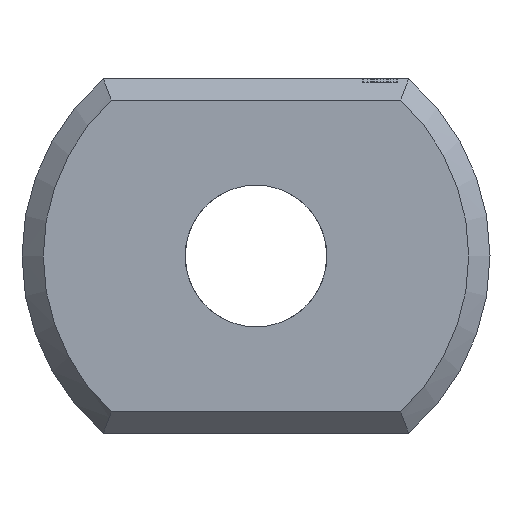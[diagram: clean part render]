
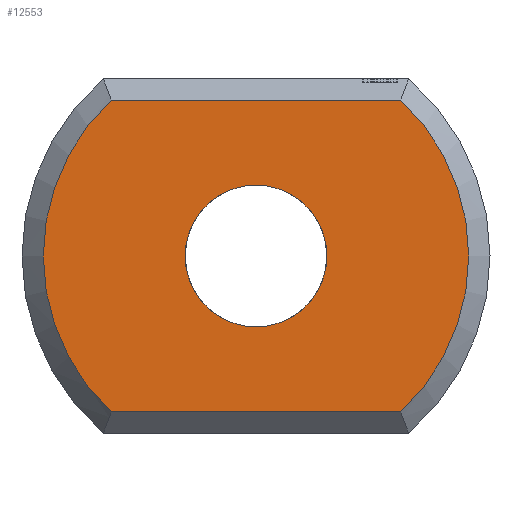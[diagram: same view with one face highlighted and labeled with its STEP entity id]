
A CAD part, left-side view. The second image highlights one B-rep face of the part: STEP entity #12553.
In plain terms, the highlighted planar face has unit normal (-1, 0, 0).
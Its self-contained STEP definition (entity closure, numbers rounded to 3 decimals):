
#298 = PLANE('',#299);
#299 = AXIS2_PLACEMENT_3D('',#300,#301,#302);
#300 = CARTESIAN_POINT('',(0.15,-2.154,-2.35));
#301 = DIRECTION('',(-0.707,0.,-0.707));
#302 = DIRECTION('',(0.,-1.,0.));
#725 = CONICAL_SURFACE('',#726,3.3,0.785);
#726 = AXIS2_PLACEMENT_3D('',#727,#728,#729);
#727 = CARTESIAN_POINT('',(0.3,0.,0.));
#728 = DIRECTION('',(1.,0.,0.));
#729 = DIRECTION('',(0.,0.653,-0.758));
#872 = CONICAL_SURFACE('',#873,3.3,0.785);
#873 = AXIS2_PLACEMENT_3D('',#874,#875,#876);
#874 = CARTESIAN_POINT('',(0.3,0.,0.));
#875 = DIRECTION('',(1.,0.,0.));
#876 = DIRECTION('',(0.,-0.653,0.758));
#909 = VERTEX_POINT('',#910);
#910 = CARTESIAN_POINT('',(0.,-2.04,-2.2));
#937 = VERTEX_POINT('',#938);
#938 = CARTESIAN_POINT('',(0.,2.04,-2.2));
#963 = EDGE_CURVE('',#909,#937,#964,.T.);
#964 = SURFACE_CURVE('',#965,(#969,#976),.PCURVE_S1.);
#965 = LINE('',#966,#967);
#966 = CARTESIAN_POINT('',(0.,-2.154,-2.2));
#967 = VECTOR('',#968,1.);
#968 = DIRECTION('',(0.,1.,0.));
#969 = PCURVE('',#298,#970);
#970 = DEFINITIONAL_REPRESENTATION('',(#971),#975);
#971 = LINE('',#972,#973);
#972 = CARTESIAN_POINT('',(0.,0.212));
#973 = VECTOR('',#974,1.);
#974 = DIRECTION('',(-1.,0.));
#975 = ( GEOMETRIC_REPRESENTATION_CONTEXT(2) 
PARAMETRIC_REPRESENTATION_CONTEXT() REPRESENTATION_CONTEXT('2D SPACE',''
  ) );
#976 = PCURVE('',#977,#982);
#977 = PLANE('',#978);
#978 = AXIS2_PLACEMENT_3D('',#979,#980,#981);
#979 = CARTESIAN_POINT('',(0.,0.,
    0.));
#980 = DIRECTION('',(1.,0.,0.));
#981 = DIRECTION('',(0.,0.,1.));
#982 = DEFINITIONAL_REPRESENTATION('',(#983),#987);
#983 = LINE('',#984,#985);
#984 = CARTESIAN_POINT('',(-2.2,2.154));
#985 = VECTOR('',#986,1.);
#986 = DIRECTION('',(0.,-1.));
#987 = ( GEOMETRIC_REPRESENTATION_CONTEXT(2) 
PARAMETRIC_REPRESENTATION_CONTEXT() REPRESENTATION_CONTEXT('2D SPACE',''
  ) );
#1763 = PLANE('',#1764);
#1764 = AXIS2_PLACEMENT_3D('',#1765,#1766,#1767);
#1765 = CARTESIAN_POINT('',(0.15,-2.154,2.35));
#1766 = DIRECTION('',(0.707,0.,-0.707
    ));
#1767 = DIRECTION('',(0.,-1.,0.));
#12340 = VERTEX_POINT('',#12341);
#12341 = CARTESIAN_POINT('',(0.,2.04,2.2));
#12366 = EDGE_CURVE('',#937,#12340,#12367,.T.);
#12367 = SURFACE_CURVE('',#12368,(#12373,#12380),.PCURVE_S1.);
#12368 = CIRCLE('',#12369,3.);
#12369 = AXIS2_PLACEMENT_3D('',#12370,#12371,#12372);
#12370 = CARTESIAN_POINT('',(0.,0.,
    0.));
#12371 = DIRECTION('',(1.,0.,0.));
#12372 = DIRECTION('',(0.,0.653,-0.758)
  );
#12373 = PCURVE('',#725,#12374);
#12374 = DEFINITIONAL_REPRESENTATION('',(#12375),#12379);
#12375 = LINE('',#12376,#12377);
#12376 = CARTESIAN_POINT('',(0.,-0.3));
#12377 = VECTOR('',#12378,1.);
#12378 = DIRECTION('',(1.,-0.));
#12379 = ( GEOMETRIC_REPRESENTATION_CONTEXT(2) 
PARAMETRIC_REPRESENTATION_CONTEXT() REPRESENTATION_CONTEXT('2D SPACE',''
  ) );
#12380 = PCURVE('',#977,#12381);
#12381 = DEFINITIONAL_REPRESENTATION('',(#12382),#12386);
#12382 = CIRCLE('',#12383,3.);
#12383 = AXIS2_PLACEMENT_2D('',#12384,#12385);
#12384 = CARTESIAN_POINT('',(0.,0.));
#12385 = DIRECTION('',(-0.758,-0.653));
#12386 = ( GEOMETRIC_REPRESENTATION_CONTEXT(2) 
PARAMETRIC_REPRESENTATION_CONTEXT() REPRESENTATION_CONTEXT('2D SPACE',''
  ) );
#12504 = VERTEX_POINT('',#12505);
#12505 = CARTESIAN_POINT('',(0.,-2.04,2.2));
#12532 = EDGE_CURVE('',#12504,#909,#12533,.T.);
#12533 = SURFACE_CURVE('',#12534,(#12539,#12546),.PCURVE_S1.);
#12534 = CIRCLE('',#12535,3.);
#12535 = AXIS2_PLACEMENT_3D('',#12536,#12537,#12538);
#12536 = CARTESIAN_POINT('',(0.,0.,
    0.));
#12537 = DIRECTION('',(1.,0.,0.));
#12538 = DIRECTION('',(0.,-0.653,0.758)
  );
#12539 = PCURVE('',#872,#12540);
#12540 = DEFINITIONAL_REPRESENTATION('',(#12541),#12545);
#12541 = LINE('',#12542,#12543);
#12542 = CARTESIAN_POINT('',(0.,-0.3));
#12543 = VECTOR('',#12544,1.);
#12544 = DIRECTION('',(1.,-0.));
#12545 = ( GEOMETRIC_REPRESENTATION_CONTEXT(2) 
PARAMETRIC_REPRESENTATION_CONTEXT() REPRESENTATION_CONTEXT('2D SPACE',''
  ) );
#12546 = PCURVE('',#977,#12547);
#12547 = DEFINITIONAL_REPRESENTATION('',(#12548),#12552);
#12548 = CIRCLE('',#12549,3.);
#12549 = AXIS2_PLACEMENT_2D('',#12550,#12551);
#12550 = CARTESIAN_POINT('',(0.,0.));
#12551 = DIRECTION('',(0.758,0.653));
#12552 = ( GEOMETRIC_REPRESENTATION_CONTEXT(2) 
PARAMETRIC_REPRESENTATION_CONTEXT() REPRESENTATION_CONTEXT('2D SPACE',''
  ) );
#12553 = ADVANCED_FACE('',(#12554,#12580),#977,.F.);
#12554 = FACE_BOUND('',#12555,.F.);
#12555 = EDGE_LOOP('',(#12556,#12557,#12578,#12579));
#12556 = ORIENTED_EDGE('',*,*,#12366,.T.);
#12557 = ORIENTED_EDGE('',*,*,#12558,.F.);
#12558 = EDGE_CURVE('',#12504,#12340,#12559,.T.);
#12559 = SURFACE_CURVE('',#12560,(#12564,#12571),.PCURVE_S1.);
#12560 = LINE('',#12561,#12562);
#12561 = CARTESIAN_POINT('',(0.,-2.154,2.2));
#12562 = VECTOR('',#12563,1.);
#12563 = DIRECTION('',(0.,1.,0.));
#12564 = PCURVE('',#977,#12565);
#12565 = DEFINITIONAL_REPRESENTATION('',(#12566),#12570);
#12566 = LINE('',#12567,#12568);
#12567 = CARTESIAN_POINT('',(2.2,2.154));
#12568 = VECTOR('',#12569,1.);
#12569 = DIRECTION('',(0.,-1.));
#12570 = ( GEOMETRIC_REPRESENTATION_CONTEXT(2) 
PARAMETRIC_REPRESENTATION_CONTEXT() REPRESENTATION_CONTEXT('2D SPACE',''
  ) );
#12571 = PCURVE('',#1763,#12572);
#12572 = DEFINITIONAL_REPRESENTATION('',(#12573),#12577);
#12573 = LINE('',#12574,#12575);
#12574 = CARTESIAN_POINT('',(0.,0.212));
#12575 = VECTOR('',#12576,1.);
#12576 = DIRECTION('',(-1.,0.));
#12577 = ( GEOMETRIC_REPRESENTATION_CONTEXT(2) 
PARAMETRIC_REPRESENTATION_CONTEXT() REPRESENTATION_CONTEXT('2D SPACE',''
  ) );
#12578 = ORIENTED_EDGE('',*,*,#12532,.T.);
#12579 = ORIENTED_EDGE('',*,*,#963,.T.);
#12580 = FACE_BOUND('',#12581,.T.);
#12581 = EDGE_LOOP('',(#12582));
#12582 = ORIENTED_EDGE('',*,*,#12583,.T.);
#12583 = EDGE_CURVE('',#12584,#12584,#12586,.T.);
#12584 = VERTEX_POINT('',#12585);
#12585 = CARTESIAN_POINT('',(0.,1.,0.));
#12586 = SURFACE_CURVE('',#12587,(#12592,#12599),.PCURVE_S1.);
#12587 = CIRCLE('',#12588,1.);
#12588 = AXIS2_PLACEMENT_3D('',#12589,#12590,#12591);
#12589 = CARTESIAN_POINT('',(0.,0.,0.));
#12590 = DIRECTION('',(1.,0.,0.));
#12591 = DIRECTION('',(0.,1.,0.));
#12592 = PCURVE('',#977,#12593);
#12593 = DEFINITIONAL_REPRESENTATION('',(#12594),#12598);
#12594 = CIRCLE('',#12595,1.);
#12595 = AXIS2_PLACEMENT_2D('',#12596,#12597);
#12596 = CARTESIAN_POINT('',(0.,0.));
#12597 = DIRECTION('',(0.,-1.));
#12598 = ( GEOMETRIC_REPRESENTATION_CONTEXT(2) 
PARAMETRIC_REPRESENTATION_CONTEXT() REPRESENTATION_CONTEXT('2D SPACE',''
  ) );
#12599 = PCURVE('',#12600,#12605);
#12600 = CYLINDRICAL_SURFACE('',#12601,1.);
#12601 = AXIS2_PLACEMENT_3D('',#12602,#12603,#12604);
#12602 = CARTESIAN_POINT('',(0.,0.,0.));
#12603 = DIRECTION('',(-1.,0.,0.));
#12604 = DIRECTION('',(0.,1.,0.));
#12605 = DEFINITIONAL_REPRESENTATION('',(#12606),#12610);
#12606 = LINE('',#12607,#12608);
#12607 = CARTESIAN_POINT('',(-0.,0.));
#12608 = VECTOR('',#12609,1.);
#12609 = DIRECTION('',(-1.,0.));
#12610 = ( GEOMETRIC_REPRESENTATION_CONTEXT(2) 
PARAMETRIC_REPRESENTATION_CONTEXT() REPRESENTATION_CONTEXT('2D SPACE',''
  ) );
